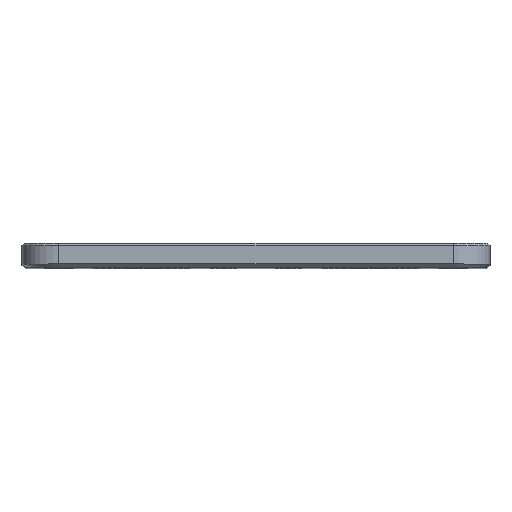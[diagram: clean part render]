
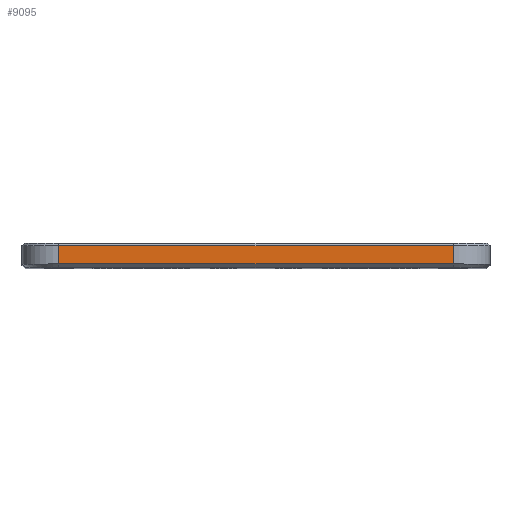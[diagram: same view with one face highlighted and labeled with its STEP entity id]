
A CAD part, top view. The second image highlights one B-rep face of the part: STEP entity #9095.
In plain terms, the highlighted planar face has unit normal (0, 0, 1).
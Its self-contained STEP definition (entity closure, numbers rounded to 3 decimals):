
#1385=FACE_OUTER_BOUND('',#1945,.T.);
#1945=EDGE_LOOP('',(#8189,#8190,#8191,#8192));
#2720=LINE('',#17222,#3502);
#2732=LINE('',#17253,#3514);
#2733=LINE('',#17257,#3515);
#2734=LINE('',#17258,#3516);
#3502=VECTOR('',#10974,10.);
#3514=VECTOR('',#11008,10.);
#3515=VECTOR('',#11013,10.);
#3516=VECTOR('',#11014,10.);
#4411=VERTEX_POINT('',#17214);
#4413=VERTEX_POINT('',#17220);
#4421=VERTEX_POINT('',#17252);
#4422=VERTEX_POINT('',#17256);
#5685=EDGE_CURVE('',#4411,#4413,#2720,.T.);
#5700=EDGE_CURVE('',#4413,#4421,#2732,.T.);
#5702=EDGE_CURVE('',#4422,#4411,#2733,.T.);
#5703=EDGE_CURVE('',#4421,#4422,#2734,.T.);
#8189=ORIENTED_EDGE('',*,*,#5685,.F.);
#8190=ORIENTED_EDGE('',*,*,#5702,.F.);
#8191=ORIENTED_EDGE('',*,*,#5703,.F.);
#8192=ORIENTED_EDGE('',*,*,#5700,.F.);
#8630=PLANE('',#9517);
#9095=ADVANCED_FACE('',(#1385),#8630,.T.);
#9517=AXIS2_PLACEMENT_3D('',#17255,#11011,#11012);
#10974=DIRECTION('',(1.,0.,0.));
#11008=DIRECTION('',(0.,-1.,0.));
#11011=DIRECTION('center_axis',(0.,0.,1.));
#11012=DIRECTION('ref_axis',(1.,0.,0.));
#11013=DIRECTION('',(0.,1.,0.));
#11014=DIRECTION('',(-1.,0.,0.));
#17214=CARTESIAN_POINT('',(-13.3,-1.6,86.3));
#17220=CARTESIAN_POINT('',(50.7,-1.6,86.3));
#17222=CARTESIAN_POINT('',(2.7,-1.6,86.3));
#17252=CARTESIAN_POINT('',(50.7,-4.6,86.3));
#17253=CARTESIAN_POINT('',(50.7,-4.2,86.3));
#17255=CARTESIAN_POINT('Origin',(-13.3,-4.2,86.3));
#17256=CARTESIAN_POINT('',(-13.3,-4.6,86.3));
#17257=CARTESIAN_POINT('',(-13.3,-4.2,86.3));
#17258=CARTESIAN_POINT('',(2.7,-4.6,86.3));
